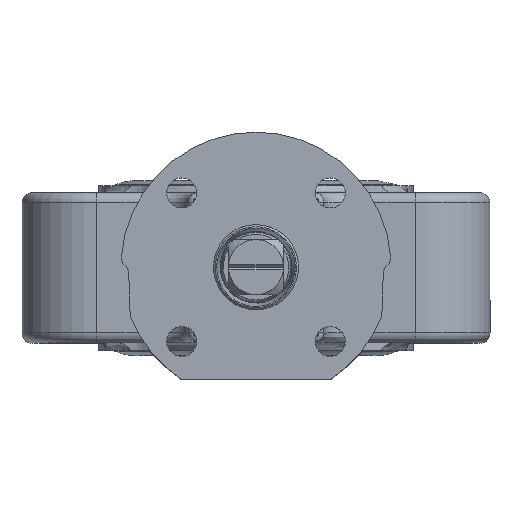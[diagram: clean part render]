
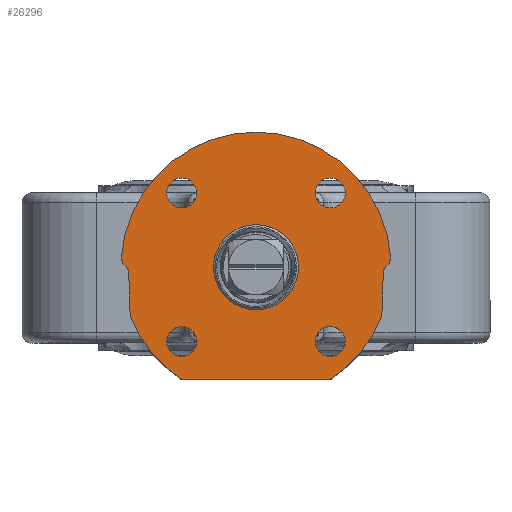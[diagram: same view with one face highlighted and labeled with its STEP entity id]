
A CAD part, top view. The second image highlights one B-rep face of the part: STEP entity #26296.
In plain terms, the highlighted planar face has unit normal (0, 0, 1).
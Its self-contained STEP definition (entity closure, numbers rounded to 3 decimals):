
#7577=CARTESIAN_POINT('',(21.253,29.82,126.466));
#7578=VERTEX_POINT('',#7577);
#7579=CARTESIAN_POINT('',(11.02,17.122,126.466));
#7580=VERTEX_POINT('',#7579);
#7581=CARTESIAN_POINT('',(-3.905,39.622,126.466));
#7582=DIRECTION('',(0.0,0.0,-1.0));
#7583=DIRECTION('',(0.553,-0.833,0.0));
#7584=AXIS2_PLACEMENT_3D('',#7581,#7582,#7583);
#7585=CIRCLE('',#7584,27.);
#7586=EDGE_CURVE('',#7578,#7580,#7585,.T.);
#7619=CARTESIAN_POINT('',(21.557,38.513,126.466));
#7620=VERTEX_POINT('',#7619);
#7621=CARTESIAN_POINT('',(21.557,38.513,126.466));
#7622=DIRECTION('',(-0.035,-0.999,0.0));
#7623=VECTOR('',#7622,8.698);
#7624=LINE('',#7621,#7623);
#7625=EDGE_CURVE('',#7620,#7578,#7624,.T.);
#7671=CARTESIAN_POINT('',(22.289,39.991,126.466));
#7672=VERTEX_POINT('',#7671);
#7673=CARTESIAN_POINT('',(22.289,39.991,126.466));
#7674=CARTESIAN_POINT('',(22.17,39.893,126.466));
#7675=CARTESIAN_POINT('',(22.062,39.783,126.466));
#7676=CARTESIAN_POINT('',(21.875,39.539,126.466));
#7677=CARTESIAN_POINT('',(21.796,39.407,126.466));
#7678=CARTESIAN_POINT('',(21.625,39.029,126.466));
#7679=CARTESIAN_POINT('',(21.566,38.773,126.466));
#7680=CARTESIAN_POINT('',(21.557,38.513,126.466));
#7681=B_SPLINE_CURVE_WITH_KNOTS('',3,(#7673,#7674,#7675,#7676,#7677,#7678,#7679,#7680),.UNSPECIFIED.,.F.,.U.,(4,2,2,4),(-0.17,-0.124,-0.078,0.0),.UNSPECIFIED.);
#7682=EDGE_CURVE('',#7672,#7620,#7681,.T.);
#23224=CARTESIAN_POINT('',(-18.83,17.122,126.466));
#23225=VERTEX_POINT('',#23224);
#23226=CARTESIAN_POINT('',(11.02,17.122,126.466));
#23227=DIRECTION('',(-1.0,0.0,0.0));
#23228=VECTOR('',#23227,29.85);
#23229=LINE('',#23226,#23228);
#23230=EDGE_CURVE('',#7580,#23225,#23229,.T.);
#23268=CARTESIAN_POINT('',(-29.062,29.82,126.466));
#23269=VERTEX_POINT('',#23268);
#23270=CARTESIAN_POINT('',(-3.905,39.622,126.466));
#23271=DIRECTION('',(0.0,0.0,-1.0));
#23272=DIRECTION('',(-0.932,-0.363,0.0));
#23273=AXIS2_PLACEMENT_3D('',#23270,#23271,#23272);
#23274=CIRCLE('',#23273,27.0);
#23275=EDGE_CURVE('',#23225,#23269,#23274,.T.);
#26056=CARTESIAN_POINT('',(23.016,41.692,126.466));
#26057=VERTEX_POINT('',#26056);
#26058=CARTESIAN_POINT('',(23.016,41.692,126.466));
#26059=CARTESIAN_POINT('',(23.03,41.501,126.466));
#26060=CARTESIAN_POINT('',(23.018,41.31,126.466));
#26061=CARTESIAN_POINT('',(22.938,40.936,126.466));
#26062=CARTESIAN_POINT('',(22.872,40.756,126.466));
#26063=CARTESIAN_POINT('',(22.657,40.358,126.466));
#26064=CARTESIAN_POINT('',(22.49,40.156,126.466));
#26065=CARTESIAN_POINT('',(22.289,39.991,126.466));
#26066=B_SPLINE_CURVE_WITH_KNOTS('',3,(#26058,#26059,#26060,#26061,#26062,#26063,#26064,#26065),.UNSPECIFIED.,.F.,.U.,(4,2,2,4),(-0.193,-0.135,-0.078,0.),.UNSPECIFIED.);
#26067=EDGE_CURVE('',#26057,#7672,#26066,.T.);
#26086=CARTESIAN_POINT('',(-30.825,41.692,126.466));
#26087=VERTEX_POINT('',#26086);
#26088=CARTESIAN_POINT('',(-3.905,39.622,126.466));
#26089=DIRECTION('',(0.0,0.0,-1.0));
#26090=DIRECTION('',(1.0,0.0,0.0));
#26091=AXIS2_PLACEMENT_3D('',#26088,#26089,#26090);
#26092=CIRCLE('',#26091,27.0);
#26093=EDGE_CURVE('',#26087,#26057,#26092,.T.);
#26132=CARTESIAN_POINT('',(-30.098,39.991,126.466));
#26133=VERTEX_POINT('',#26132);
#26134=CARTESIAN_POINT('',(-30.098,39.991,126.466));
#26135=CARTESIAN_POINT('',(-30.246,40.112,126.466));
#26136=CARTESIAN_POINT('',(-30.376,40.253,126.466));
#26137=CARTESIAN_POINT('',(-30.591,40.569,126.466));
#26138=CARTESIAN_POINT('',(-30.675,40.741,126.466));
#26139=CARTESIAN_POINT('',(-30.814,41.171,126.466));
#26140=CARTESIAN_POINT('',(-30.845,41.432,126.466));
#26141=CARTESIAN_POINT('',(-30.825,41.692,126.466));
#26142=B_SPLINE_CURVE_WITH_KNOTS('',3,(#26134,#26135,#26136,#26137,#26138,#26139,#26140,#26141),.UNSPECIFIED.,.F.,.U.,(4,2,2,4),(-0.193,-0.135,-0.078,0.0),.UNSPECIFIED.);
#26143=EDGE_CURVE('',#26133,#26087,#26142,.T.);
#26182=CARTESIAN_POINT('',(-29.366,38.513,126.466));
#26183=VERTEX_POINT('',#26182);
#26184=CARTESIAN_POINT('',(-29.366,38.513,126.466));
#26185=CARTESIAN_POINT('',(-29.371,38.667,126.466));
#26186=CARTESIAN_POINT('',(-29.394,38.819,126.466));
#26187=CARTESIAN_POINT('',(-29.475,39.116,126.466));
#26188=CARTESIAN_POINT('',(-29.532,39.259,126.466));
#26189=CARTESIAN_POINT('',(-29.729,39.623,126.466));
#26190=CARTESIAN_POINT('',(-29.896,39.826,126.466));
#26191=CARTESIAN_POINT('',(-30.098,39.991,126.466));
#26192=B_SPLINE_CURVE_WITH_KNOTS('',3,(#26184,#26185,#26186,#26187,#26188,#26189,#26190,#26191),.UNSPECIFIED.,.F.,.U.,(4,2,2,4),(-0.17,-0.124,-0.078,0.0),.UNSPECIFIED.);
#26193=EDGE_CURVE('',#26183,#26133,#26192,.T.);
#26212=CARTESIAN_POINT('',(-29.062,29.82,126.466));
#26213=DIRECTION('',(-0.035,0.999,0.0));
#26214=VECTOR('',#26213,8.698);
#26215=LINE('',#26212,#26214);
#26216=EDGE_CURVE('',#23269,#26183,#26215,.T.);
#26224=CARTESIAN_POINT('',(-50.726,66.623,126.466));
#26225=DIRECTION('',(0.0,0.0,-1.0));
#26226=DIRECTION('',(-1.0,0.0,0.0));
#26227=AXIS2_PLACEMENT_3D('',#26224,#26225,#26226);
#26228=PLANE('',#26227);
#26229=ORIENTED_EDGE('',*,*,#7682,.F.);
#26230=ORIENTED_EDGE('',*,*,#26067,.F.);
#26231=ORIENTED_EDGE('',*,*,#26093,.F.);
#26232=ORIENTED_EDGE('',*,*,#26143,.F.);
#26233=ORIENTED_EDGE('',*,*,#26193,.F.);
#26234=ORIENTED_EDGE('',*,*,#26216,.F.);
#26235=ORIENTED_EDGE('',*,*,#23275,.F.);
#26236=ORIENTED_EDGE('',*,*,#23230,.F.);
#26237=ORIENTED_EDGE('',*,*,#7586,.F.);
#26238=ORIENTED_EDGE('',*,*,#7625,.F.);
#26239=EDGE_LOOP('',(#26229,#26230,#26231,#26232,#26233,#26234,#26235,#26236,#26237,#26238));
#26240=FACE_OUTER_BOUND('',#26239,.T.);
#26241=CARTESIAN_POINT('',(-21.754,24.773,126.466));
#26242=VERTEX_POINT('',#26241);
#26243=CARTESIAN_POINT('',(-18.754,24.773,126.466));
#26244=DIRECTION('',(0.0,0.0,-1.0));
#26245=DIRECTION('',(-1.0,0.0,0.0));
#26246=AXIS2_PLACEMENT_3D('',#26243,#26244,#26245);
#26247=CIRCLE('',#26246,3.);
#26248=EDGE_CURVE('',#26242,#26242,#26247,.T.);
#26249=ORIENTED_EDGE('',*,*,#26248,.T.);
#26250=EDGE_LOOP('',(#26249));
#26251=FACE_BOUND('',#26250,.T.);
#26252=CARTESIAN_POINT('',(-18.754,57.472,126.466));
#26253=VERTEX_POINT('',#26252);
#26254=CARTESIAN_POINT('',(-18.754,54.472,126.466));
#26255=DIRECTION('',(0.0,0.0,-1.0));
#26256=DIRECTION('',(0.0,1.0,0.0));
#26257=AXIS2_PLACEMENT_3D('',#26254,#26255,#26256);
#26258=CIRCLE('',#26257,3.);
#26259=EDGE_CURVE('',#26253,#26253,#26258,.T.);
#26260=ORIENTED_EDGE('',*,*,#26259,.T.);
#26261=EDGE_LOOP('',(#26260));
#26262=FACE_BOUND('',#26261,.T.);
#26263=CARTESIAN_POINT('',(10.944,21.773,126.466));
#26264=VERTEX_POINT('',#26263);
#26265=CARTESIAN_POINT('',(10.944,24.773,126.466));
#26266=DIRECTION('',(0.0,0.0,-1.0));
#26267=DIRECTION('',(0.0,-1.0,0.0));
#26268=AXIS2_PLACEMENT_3D('',#26265,#26266,#26267);
#26269=CIRCLE('',#26268,3.);
#26270=EDGE_CURVE('',#26264,#26264,#26269,.T.);
#26271=ORIENTED_EDGE('',*,*,#26270,.T.);
#26272=EDGE_LOOP('',(#26271));
#26273=FACE_BOUND('',#26272,.T.);
#26274=CARTESIAN_POINT('',(13.944,54.472,126.466));
#26275=VERTEX_POINT('',#26274);
#26276=CARTESIAN_POINT('',(10.944,54.472,126.466));
#26277=DIRECTION('',(0.0,0.0,-1.0));
#26278=DIRECTION('',(1.0,0.0,0.0));
#26279=AXIS2_PLACEMENT_3D('',#26276,#26277,#26278);
#26280=CIRCLE('',#26279,3.);
#26281=EDGE_CURVE('',#26275,#26275,#26280,.T.);
#26282=ORIENTED_EDGE('',*,*,#26281,.T.);
#26283=EDGE_LOOP('',(#26282));
#26284=FACE_BOUND('',#26283,.T.);
#26285=CARTESIAN_POINT('',(4.595,39.622,126.466));
#26286=VERTEX_POINT('',#26285);
#26287=CARTESIAN_POINT('',(-3.905,39.622,126.466));
#26288=DIRECTION('',(0.0,0.0,-1.0));
#26289=DIRECTION('',(1.0,0.0,0.0));
#26290=AXIS2_PLACEMENT_3D('',#26287,#26288,#26289);
#26291=CIRCLE('',#26290,8.5);
#26292=EDGE_CURVE('',#26286,#26286,#26291,.T.);
#26293=ORIENTED_EDGE('',*,*,#26292,.T.);
#26294=EDGE_LOOP('',(#26293));
#26295=FACE_BOUND('',#26294,.T.);
#26296=ADVANCED_FACE('',(#26240,#26251,#26262,#26273,#26284,#26295),#26228,.F.);
